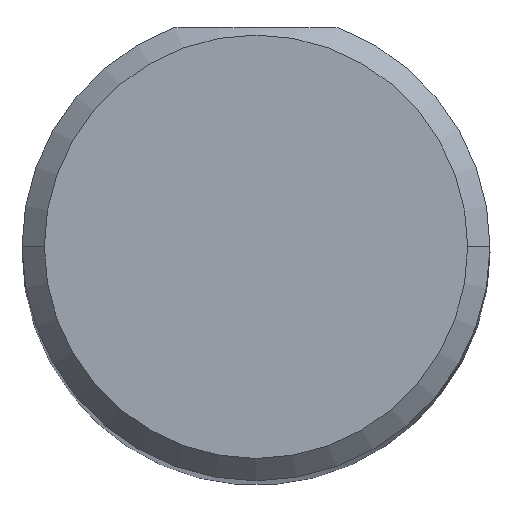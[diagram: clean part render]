
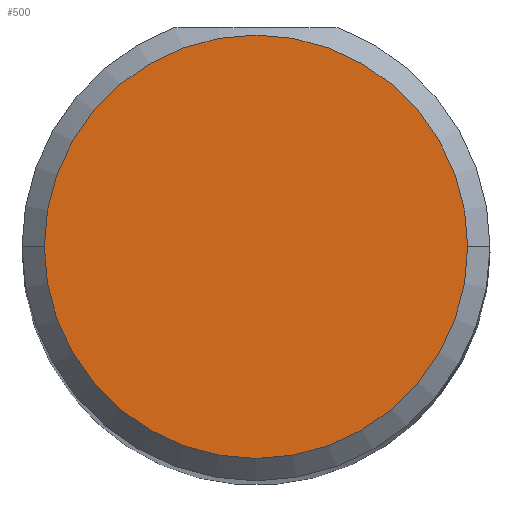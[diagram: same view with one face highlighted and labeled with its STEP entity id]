
A CAD part, top view. The second image highlights one B-rep face of the part: STEP entity #500.
In plain terms, the highlighted planar face has unit normal (0, 0, 1).
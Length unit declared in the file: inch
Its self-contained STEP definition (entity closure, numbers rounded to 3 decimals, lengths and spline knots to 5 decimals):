
#21 = CARTESIAN_POINT ( 'NONE',  ( 0., 0., 2.48032 ) ) ;
#51 = ORIENTED_EDGE ( 'NONE', *, *, #463, .T. ) ;
#55 = DIRECTION ( 'NONE',  ( 0., 0., 1. ) ) ;
#59 = AXIS2_PLACEMENT_3D ( 'NONE', #21, #188, #348 ) ;
#60 = PLANE ( 'NONE',  #111 ) ;
#111 = AXIS2_PLACEMENT_3D ( 'NONE', #231, #310, #479 ) ;
#117 = CARTESIAN_POINT ( 'NONE',  ( 0.14248, 0., 2.48032 ) ) ;
#152 = CIRCLE ( 'NONE', #275, 0.14248 ) ;
#167 = EDGE_CURVE ( 'NONE', #405, #258, #440, .T. ) ;
#178 = CARTESIAN_POINT ( 'NONE',  ( 0., 0., 2.48032 ) ) ;
#188 = DIRECTION ( 'NONE',  ( 0., 0., 1. ) ) ;
#231 = CARTESIAN_POINT ( 'NONE',  ( 0., 0., 2.48032 ) ) ;
#258 = VERTEX_POINT ( 'NONE', #117 ) ;
#265 = FACE_OUTER_BOUND ( 'NONE', #356, .T. ) ;
#275 = AXIS2_PLACEMENT_3D ( 'NONE', #178, #55, #383 ) ;
#310 = DIRECTION ( 'NONE',  ( 0., 0., 1. ) ) ;
#348 = DIRECTION ( 'NONE',  ( 1., 0., 0. ) ) ;
#356 = EDGE_LOOP ( 'NONE', ( #515, #51 ) ) ;
#383 = DIRECTION ( 'NONE',  ( 1., 0., 0. ) ) ;
#405 = VERTEX_POINT ( 'NONE', #496 ) ;
#440 = CIRCLE ( 'NONE', #59, 0.14248 ) ;
#463 = EDGE_CURVE ( 'NONE', #258, #405, #152, .T. ) ;
#479 = DIRECTION ( 'NONE',  ( 1., 0., 0. ) ) ;
#496 = CARTESIAN_POINT ( 'NONE',  ( -0.14248, 0., 2.48032 ) ) ;
#500 = ADVANCED_FACE ( 'NONE', ( #265 ), #60, .T. ) ;
#515 = ORIENTED_EDGE ( 'NONE', *, *, #167, .T. ) ;
